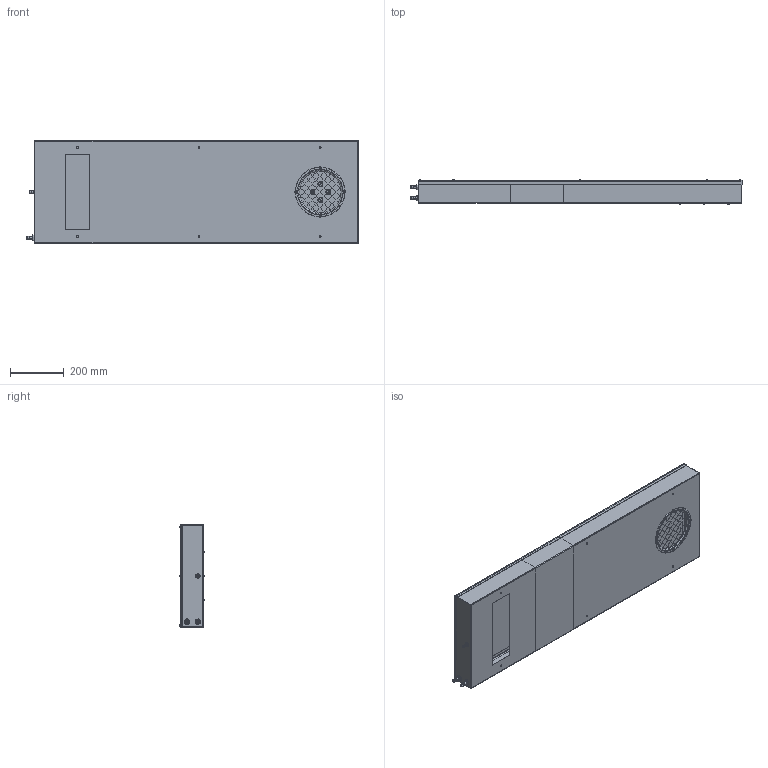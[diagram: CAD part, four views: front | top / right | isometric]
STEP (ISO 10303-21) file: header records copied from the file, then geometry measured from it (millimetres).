
FILE_DESCRIPTION (( 'STEP AP214' ), '1' );
FILE_NAME ('3116-2000-22-07.STEP', '2018-04-25T13:29:59', ( '' ), ( '' ), 'SwSTEP 2.0', 'SolidWorks 2017', '' );
FILE_SCHEMA (( 'AUTOMOTIVE_DESIGN' ));
Length unit declared in the file: millimetre
Products named in the file (9): W0155665~0; 8000-7981-03-09; 8101-0100-06-00_Eingezogen_KL_3_0_mm<Standard>; W0158670~0; W0155663~0; W0159058~0; Blindnietmutter_M6_offen_rund_gr_Senkkopf_Kb_4_5-6_5; 8000-7985-04-06; 3116-2000-22-07
Assembly tree (22 placements, depth 2):
  3116-2000-22-07
    W0155663~0
    W0155665~0
    Blindnietmutter_M6_offen_rund_gr_Senkkopf_Kb_4_5-6_5
    8000-7981-03-09  x8
    8000-7985-04-06  x4
    W0158670~0
    8101-0100-06-00_Eingezogen_KL_3_0_mm<Standard>  x4
    W0159058~0  x2
Bounding box: 1231 x 89.94 x 383.5 mm (x, y, z)
Volume: 7416569.5 mm3; surface area: 2423184.3 mm2
Topology: 26 solids, 26 shells, 1398 faces, 3853 edges, 2512 vertices
Faces by surface type: plane 664, cylinder 532, cone 100, torus 54, bspline 24, sphere 24
Entity records: 37550 total; most frequent: CARTESIAN_POINT 10338, DIRECTION 5683, ORIENTED_EDGE 5610, EDGE_CURVE 2805, AXIS2_PLACEMENT_3D 2061, VERTEX_POINT 1856, VECTOR 1561, LINE 1561
